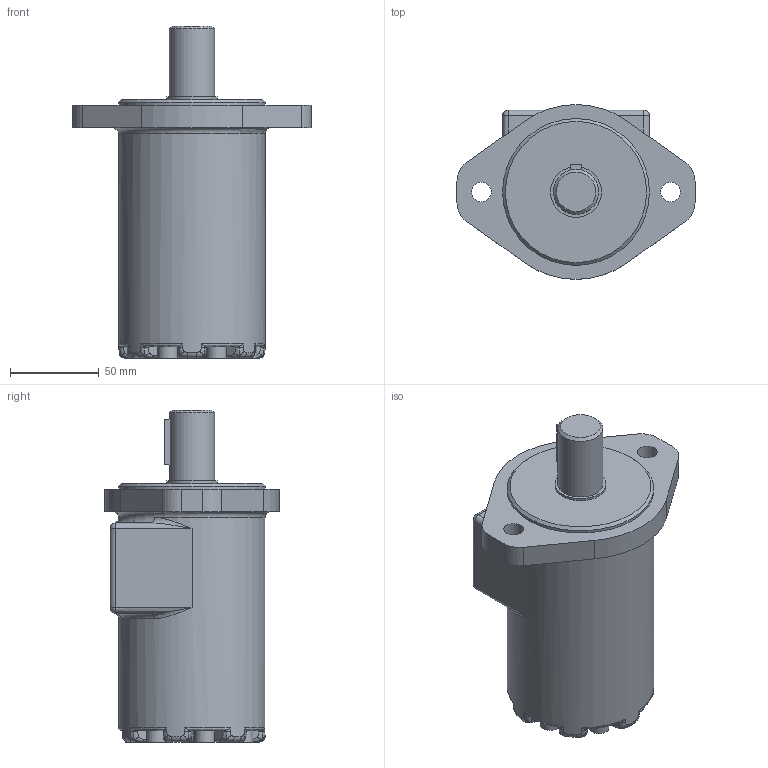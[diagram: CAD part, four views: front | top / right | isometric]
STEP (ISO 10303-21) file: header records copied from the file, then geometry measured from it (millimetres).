
FILE_DESCRIPTION((''),'2;1');
FILE_NAME('5024.stp','2014-07-24T08:19:49',('mrister'),(''),'Autodesk Inventor 2013','Autodesk Inventor 2013','');
FILE_SCHEMA(('AUTOMOTIVE_DESIGN { 1 0 10303 214 1 1 1 1 }'));
Length unit declared in the file: inch
Products named in the file (1): 5024
Bounding box: 133.86 x 98.3 x 186.69 mm (x, y, z)
Volume: 878050.9 mm3; surface area: 70968.2 mm2
Topology: 1 solids, 1 shells, 319 faces, 808 edges, 508 vertices
Faces by surface type: plane 131, bspline 90, cylinder 66, torus 24, sphere 4, cone 4
Full cylindrical faces by diameter (mm): 11.113 x9, 21.336 x2, 25.4 x1, 28.575 x1, 82.55 x2
Entity records: 16363 total; most frequent: CARTESIAN_POINT 8918, ORIENTED_EDGE 1556, DIRECTION 1278, EDGE_CURVE 778, VERTEX_POINT 503, AXIS2_PLACEMENT_3D 465, EDGE_LOOP 363, VECTOR 348
